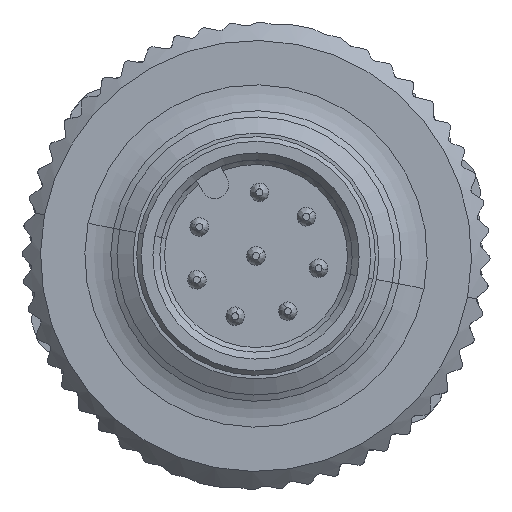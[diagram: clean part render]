
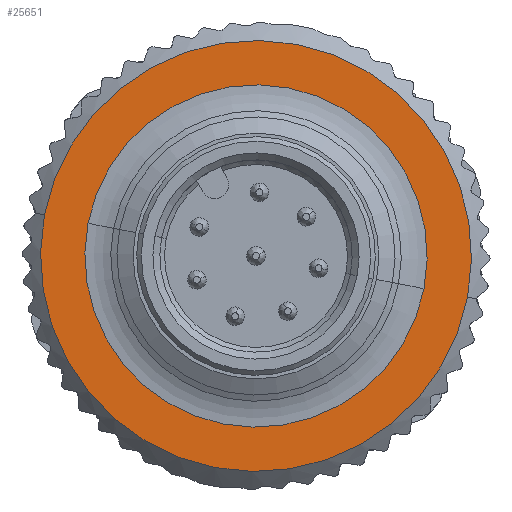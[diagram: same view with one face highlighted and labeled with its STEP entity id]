
A CAD part, left-side view. The second image highlights one B-rep face of the part: STEP entity #25651.
In plain terms, the highlighted planar face has unit normal (-1, 0, 0).
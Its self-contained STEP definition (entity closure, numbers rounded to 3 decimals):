
#12997=CARTESIAN_POINT('',(-8.3,-0.006,-0.013));
#12998=DIRECTION('',(1.,0.,0.));
#12999=DIRECTION('',(0.,0.982,0.191));
#13000=AXIS2_PLACEMENT_3D('',#12997,#12998,#12999);
#13005=CARTESIAN_POINT('',(-8.3,-0.006,-0.013));
#13006=DIRECTION('',(1.,0.,0.));
#13007=DIRECTION('',(0.,-0.982,-0.191));
#13008=AXIS2_PLACEMENT_3D('',#13005,#13006,#13007);
#13013=CARTESIAN_POINT('',(-8.3,-0.006,-0.013));
#13014=DIRECTION('',(-1.,0.,0.));
#13015=DIRECTION('',(0.,0.982,0.191));
#13016=AXIS2_PLACEMENT_3D('',#13013,#13014,#13015);
#13021=CARTESIAN_POINT('',(-8.3,-0.006,-0.013));
#13022=DIRECTION('',(-1.,0.,0.));
#13023=DIRECTION('',(0.,-0.982,-0.191));
#13024=AXIS2_PLACEMENT_3D('',#13021,#13022,#13023);
#17488=CARTESIAN_POINT('',(-8.3,9.123,1.761));
#17490=VERTEX_POINT('',#17488);
#17492=CARTESIAN_POINT('',(-8.3,-9.135,-1.788));
#17494=VERTEX_POINT('',#17492);
#17540=CARTESIAN_POINT('',(-8.3,7.245,1.396));
#17541=VERTEX_POINT('',#17540);
#17542=CARTESIAN_POINT('',(-8.3,-7.257,-1.423));
#17543=VERTEX_POINT('',#17542);
#25636=CARTESIAN_POINT('',(-8.3,-0.006,-0.013));
#25637=DIRECTION('',(-1.,0.,0.));
#25638=DIRECTION('',(0.,0.982,0.191));
#25639=AXIS2_PLACEMENT_3D('',#25636,#25637,#25638);
#25640=PLANE('',#25639);
#25641=ORIENTED_EDGE('',*,*,#22093,.F.);
#25642=ORIENTED_EDGE('',*,*,#21688,.F.);
#25643=EDGE_LOOP('',(#25641,#25642));
#25644=FACE_OUTER_BOUND('',#25643,.F.);
#25646=ORIENTED_EDGE('',*,*,#25645,.F.);
#25648=ORIENTED_EDGE('',*,*,#25647,.F.);
#25649=EDGE_LOOP('',(#25646,#25648));
#25650=FACE_BOUND('',#25649,.F.);
#25651=ADVANCED_FACE('',(#25644,#25650),#25640,.T.);
#13001=CIRCLE('',#13000,7.387);
#13009=CIRCLE('',#13008,7.387);
#13017=CIRCLE('',#13016,9.3);
#13025=CIRCLE('',#13024,9.3);
#21688=EDGE_CURVE('',#17494,#17490,#13025,.T.);
#22093=EDGE_CURVE('',#17490,#17494,#13017,.T.);
#25645=EDGE_CURVE('',#17541,#17543,#13001,.T.);
#25647=EDGE_CURVE('',#17543,#17541,#13009,.T.);
